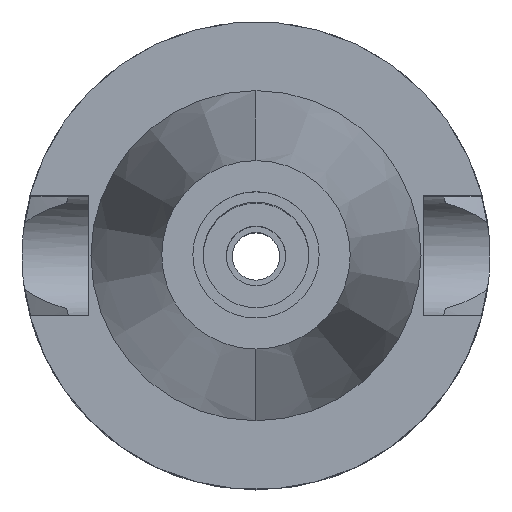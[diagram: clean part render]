
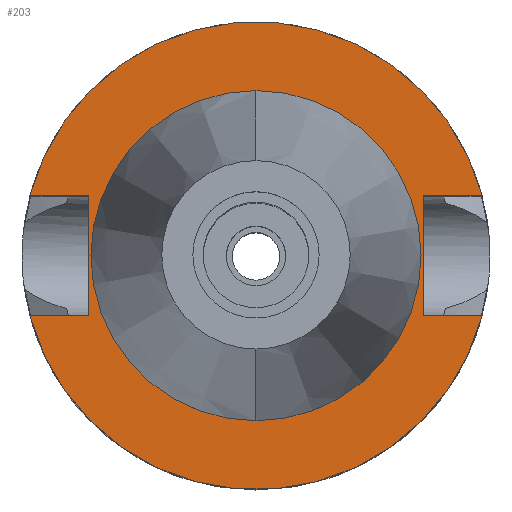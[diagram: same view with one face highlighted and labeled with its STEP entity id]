
A CAD part, top view. The second image highlights one B-rep face of the part: STEP entity #203.
In plain terms, the highlighted planar face has unit normal (0, 0, 1).
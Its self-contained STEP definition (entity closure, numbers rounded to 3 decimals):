
#11 = LINE ( 'NONE', #1653, #2104 ) ;
#53 = CARTESIAN_POINT ( 'NONE',  ( 0., 22.225, -1. ) ) ;
#57 = EDGE_CURVE ( 'NONE', #2488, #2722, #11, .T. ) ;
#80 = VECTOR ( 'NONE', #451, 1000. ) ;
#114 = AXIS2_PLACEMENT_3D ( 'NONE', #3094, #918, #707 ) ;
#141 = CARTESIAN_POINT ( 'NONE',  ( 22.5, 8.05, -1. ) ) ;
#203 = ADVANCED_FACE ( 'NONE', ( #783, #2004 ), #2481, .F. ) ;
#238 = CARTESIAN_POINT ( 'NONE',  ( 22.5, -8.05, -1. ) ) ;
#246 = VERTEX_POINT ( 'NONE', #1276 ) ;
#257 = ORIENTED_EDGE ( 'NONE', *, *, #299, .F. ) ;
#299 = EDGE_CURVE ( 'NONE', #246, #766, #1699, .T. ) ;
#379 = CARTESIAN_POINT ( 'NONE',  ( -22.5, 8.05, -1. ) ) ;
#436 = EDGE_CURVE ( 'NONE', #1615, #731, #2994, .T. ) ;
#443 = VECTOR ( 'NONE', #2825, 1000. ) ;
#451 = DIRECTION ( 'NONE',  ( 1., 0., 0. ) ) ;
#486 = CARTESIAN_POINT ( 'NONE',  ( 30.454, 8.05, -1. ) ) ;
#516 = ORIENTED_EDGE ( 'NONE', *, *, #2677, .F. ) ;
#577 = DIRECTION ( 'NONE',  ( 0., -1., 0. ) ) ;
#600 = EDGE_CURVE ( 'NONE', #766, #246, #1342, .T. ) ;
#606 = DIRECTION ( 'NONE',  ( 0., 0., -1. ) ) ;
#610 = ORIENTED_EDGE ( 'NONE', *, *, #3109, .F. ) ;
#654 = CARTESIAN_POINT ( 'NONE',  ( -22.5, -8.05, -1. ) ) ;
#707 = DIRECTION ( 'NONE',  ( 0., 1., 0. ) ) ;
#731 = VERTEX_POINT ( 'NONE', #238 ) ;
#762 = EDGE_LOOP ( 'NONE', ( #2555, #610, #1421, #2267, #2818, #1619, #2024, #516 ) ) ;
#766 = VERTEX_POINT ( 'NONE', #53 ) ;
#783 = FACE_OUTER_BOUND ( 'NONE', #762, .T. ) ;
#785 = DIRECTION ( 'NONE',  ( 1., 0., 0. ) ) ;
#801 = CARTESIAN_POINT ( 'NONE',  ( 0., 0., -1. ) ) ;
#822 = CIRCLE ( 'NONE', #2394, 31.5 ) ;
#871 = CARTESIAN_POINT ( 'NONE',  ( 22.5, 8.05, -1. ) ) ;
#918 = DIRECTION ( 'NONE',  ( 0., 0., 1. ) ) ;
#973 = DIRECTION ( 'NONE',  ( -1., 0., 0. ) ) ;
#1002 = DIRECTION ( 'NONE',  ( 0., -1., 0. ) ) ;
#1055 = CARTESIAN_POINT ( 'NONE',  ( 0., 0., -1. ) ) ;
#1057 = CARTESIAN_POINT ( 'NONE',  ( 22.5, -8.05, -1. ) ) ;
#1169 = LINE ( 'NONE', #654, #443 ) ;
#1208 = LINE ( 'NONE', #3004, #1237 ) ;
#1230 = CARTESIAN_POINT ( 'NONE',  ( 0., 0., -1. ) ) ;
#1237 = VECTOR ( 'NONE', #1834, 1000. ) ;
#1269 = VERTEX_POINT ( 'NONE', #1545 ) ;
#1276 = CARTESIAN_POINT ( 'NONE',  ( 0., -22.225, -1. ) ) ;
#1342 = CIRCLE ( 'NONE', #114, 22.225 ) ;
#1406 = EDGE_LOOP ( 'NONE', ( #1504, #257 ) ) ;
#1421 = ORIENTED_EDGE ( 'NONE', *, *, #2026, .F. ) ;
#1441 = CARTESIAN_POINT ( 'NONE',  ( -30.454, 8.05, -1. ) ) ;
#1497 = DIRECTION ( 'NONE',  ( 0., -1., 0. ) ) ;
#1504 = ORIENTED_EDGE ( 'NONE', *, *, #600, .F. ) ;
#1514 = DIRECTION ( 'NONE',  ( 0., 0., -1. ) ) ;
#1544 = AXIS2_PLACEMENT_3D ( 'NONE', #1055, #2015, #3002 ) ;
#1545 = CARTESIAN_POINT ( 'NONE',  ( 30.454, -8.05, -1. ) ) ;
#1546 = EDGE_CURVE ( 'NONE', #2722, #2685, #822, .T. ) ;
#1615 = VERTEX_POINT ( 'NONE', #141 ) ;
#1619 = ORIENTED_EDGE ( 'NONE', *, *, #1546, .F. ) ;
#1635 = CARTESIAN_POINT ( 'NONE',  ( 0., 0., -1. ) ) ;
#1653 = CARTESIAN_POINT ( 'NONE',  ( -22.5, 8.05, -1. ) ) ;
#1699 = CIRCLE ( 'NONE', #1544, 22.225 ) ;
#1834 = DIRECTION ( 'NONE',  ( -1., 0., 0. ) ) ;
#1889 = DIRECTION ( 'NONE',  ( 0., 1., 0. ) ) ;
#1949 = AXIS2_PLACEMENT_3D ( 'NONE', #1230, #606, #1002 ) ;
#2004 = FACE_BOUND ( 'NONE', #1406, .T. ) ;
#2015 = DIRECTION ( 'NONE',  ( 0., 0., 1. ) ) ;
#2024 = ORIENTED_EDGE ( 'NONE', *, *, #57, .F. ) ;
#2026 = EDGE_CURVE ( 'NONE', #731, #1269, #2243, .T. ) ;
#2104 = VECTOR ( 'NONE', #973, 1000. ) ;
#2126 = EDGE_CURVE ( 'NONE', #2759, #2827, #1208, .T. ) ;
#2172 = LINE ( 'NONE', #2873, #80 ) ;
#2243 = LINE ( 'NONE', #1057, #2754 ) ;
#2267 = ORIENTED_EDGE ( 'NONE', *, *, #436, .F. ) ;
#2394 = AXIS2_PLACEMENT_3D ( 'NONE', #1635, #2865, #1889 ) ;
#2481 = PLANE ( 'NONE',  #3081 ) ;
#2488 = VERTEX_POINT ( 'NONE', #379 ) ;
#2500 = CIRCLE ( 'NONE', #1949, 31.5 ) ;
#2555 = ORIENTED_EDGE ( 'NONE', *, *, #2126, .T. ) ;
#2580 = CARTESIAN_POINT ( 'NONE',  ( -22.5, -8.05, -1. ) ) ;
#2677 = EDGE_CURVE ( 'NONE', #2759, #2488, #1169, .T. ) ;
#2685 = VERTEX_POINT ( 'NONE', #486 ) ;
#2722 = VERTEX_POINT ( 'NONE', #1441 ) ;
#2754 = VECTOR ( 'NONE', #785, 1000. ) ;
#2759 = VERTEX_POINT ( 'NONE', #2580 ) ;
#2818 = ORIENTED_EDGE ( 'NONE', *, *, #2905, .T. ) ;
#2825 = DIRECTION ( 'NONE',  ( 0., 1., 0. ) ) ;
#2827 = VERTEX_POINT ( 'NONE', #2840 ) ;
#2840 = CARTESIAN_POINT ( 'NONE',  ( -30.454, -8.05, -1. ) ) ;
#2865 = DIRECTION ( 'NONE',  ( 0., 0., -1. ) ) ;
#2871 = VECTOR ( 'NONE', #577, 1000. ) ;
#2873 = CARTESIAN_POINT ( 'NONE',  ( 22.5, 8.05, -1. ) ) ;
#2905 = EDGE_CURVE ( 'NONE', #1615, #2685, #2172, .T. ) ;
#2994 = LINE ( 'NONE', #871, #2871 ) ;
#3002 = DIRECTION ( 'NONE',  ( 0., -1., 0. ) ) ;
#3004 = CARTESIAN_POINT ( 'NONE',  ( -22.5, -8.05, -1. ) ) ;
#3081 = AXIS2_PLACEMENT_3D ( 'NONE', #801, #1514, #1497 ) ;
#3094 = CARTESIAN_POINT ( 'NONE',  ( 0., 0., -1. ) ) ;
#3109 = EDGE_CURVE ( 'NONE', #1269, #2827, #2500, .T. ) ;
